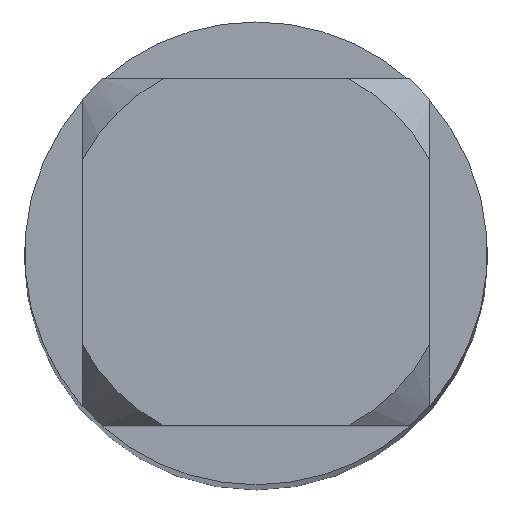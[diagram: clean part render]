
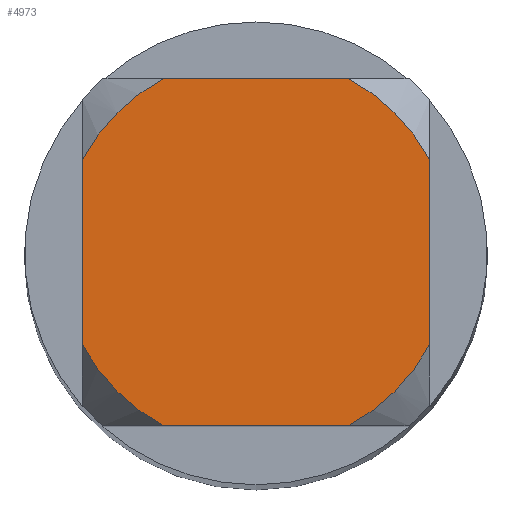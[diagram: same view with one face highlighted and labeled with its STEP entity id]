
A CAD part, top view. The second image highlights one B-rep face of the part: STEP entity #4973.
In plain terms, the highlighted planar face has unit normal (0, 0, 1).
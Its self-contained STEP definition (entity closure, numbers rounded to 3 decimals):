
#2219=VERTEX_POINT('',#6327);
#2239=VERTEX_POINT('',#6347);
#2277=EDGE_CURVE('',#5041,#3179,#6387,.T.);
#2429=EDGE_CURVE('',#4073,#3419,#6554,.T.);
#2891=EDGE_CURVE('',#4073,#2219,#7046,.T.);
#3179=VERTEX_POINT('',#7358);
#3257=VERTEX_POINT('',#7443);
#3419=VERTEX_POINT('',#7616);
#3507=VERTEX_POINT('',#7710);
#4073=VERTEX_POINT('',#8324);
#4299=EDGE_CURVE('',#3257,#3507,#8573,.T.);
#4787=EDGE_CURVE('',#3257,#2219,#9107,.T.);
#4973=ADVANCED_FACE('',(#9315),#9316,.T.);
#5041=VERTEX_POINT('',#9391);
#5195=EDGE_CURVE('',#5041,#3419,#9557,.T.);
#5331=EDGE_CURVE('',#2239,#3179,#9704,.T.);
#5397=EDGE_CURVE('',#2239,#3507,#9780,.T.);
#6327=CARTESIAN_POINT('',(-0.8,1.5,0.0));
#6347=CARTESIAN_POINT('',(-0.8,-1.5,0.0));
#6387=CIRCLE('',#11015,1.7);
#6554=CIRCLE('',#11290,1.7);
#7046=LINE('',#12071,#12072);
#7358=CARTESIAN_POINT('',(0.8,-1.5,0.0));
#7443=CARTESIAN_POINT('',(-1.5,0.8,0.0));
#7616=CARTESIAN_POINT('',(1.5,0.8,0.0));
#7710=CARTESIAN_POINT('',(-1.5,-0.8,0.0));
#8324=CARTESIAN_POINT('',(0.8,1.5,0.0));
#8573=LINE('',#14686,#14687);
#9107=CIRCLE('',#15600,1.7);
#9315=FACE_OUTER_BOUND('',#15935,.T.);
#9316=PLANE('',#15936);
#9391=CARTESIAN_POINT('',(1.5,-0.8,0.0));
#9557=LINE('',#16357,#16358);
#9704=LINE('',#16579,#16580);
#9780=CIRCLE('',#16682,1.7);
#11015=AXIS2_PLACEMENT_3D('',#18333,#18334,#18335);
#11290=AXIS2_PLACEMENT_3D('',#18530,#18531,#18532);
#12071=CARTESIAN_POINT('',(0.0,1.5,0.0));
#12072=VECTOR('',#19070,1.0);
#14686=CARTESIAN_POINT('',(-1.5,0.425,0.0));
#14687=VECTOR('',#20655,1.0);
#15600=AXIS2_PLACEMENT_3D('',#21278,#21279,#21280);
#15935=EDGE_LOOP('',(#21624,#21625,#21626,#21627,#21628,#21629,#21630,#21631));
#15936=AXIS2_PLACEMENT_3D('',#21632,#21633,#21634);
#16357=CARTESIAN_POINT('',(1.5,0.425,0.0));
#16358=VECTOR('',#21982,1.0);
#16579=CARTESIAN_POINT('',(0.0,-1.5,0.0));
#16580=VECTOR('',#22125,1.0);
#16682=AXIS2_PLACEMENT_3D('',#22237,#22238,#22239);
#18333=CARTESIAN_POINT('',(0.0,0.0,0.0));
#18334=DIRECTION('',(0.0,0.0,-1.0));
#18335=DIRECTION('',(0.0,1.0,0.0));
#18530=CARTESIAN_POINT('',(0.0,0.0,0.0));
#18531=DIRECTION('',(0.0,0.0,-1.0));
#18532=DIRECTION('',(0.0,1.0,0.0));
#19070=DIRECTION('',(-1.0,0.0,0.0));
#20655=DIRECTION('',(-0.0,-1.0,0.0));
#21278=CARTESIAN_POINT('',(0.0,0.0,0.0));
#21279=DIRECTION('',(0.0,0.0,-1.0));
#21280=DIRECTION('',(0.0,1.0,0.0));
#21624=ORIENTED_EDGE('',*,*,#4299,.T.);
#21625=ORIENTED_EDGE('',*,*,#5397,.F.);
#21626=ORIENTED_EDGE('',*,*,#5331,.T.);
#21627=ORIENTED_EDGE('',*,*,#2277,.F.);
#21628=ORIENTED_EDGE('',*,*,#5195,.T.);
#21629=ORIENTED_EDGE('',*,*,#2429,.F.);
#21630=ORIENTED_EDGE('',*,*,#2891,.T.);
#21631=ORIENTED_EDGE('',*,*,#4787,.F.);
#21632=CARTESIAN_POINT('',(0.0,0.85,0.0));
#21633=DIRECTION('',(-0.0,0.0,1.0));
#21634=DIRECTION('',(0.0,-1.0,0.0));
#21982=DIRECTION('',(-0.0,1.0,0.0));
#22125=DIRECTION('',(1.0,0.0,0.0));
#22237=CARTESIAN_POINT('',(0.0,0.0,0.0));
#22238=DIRECTION('',(0.0,0.0,-1.0));
#22239=DIRECTION('',(0.0,1.0,0.0));
